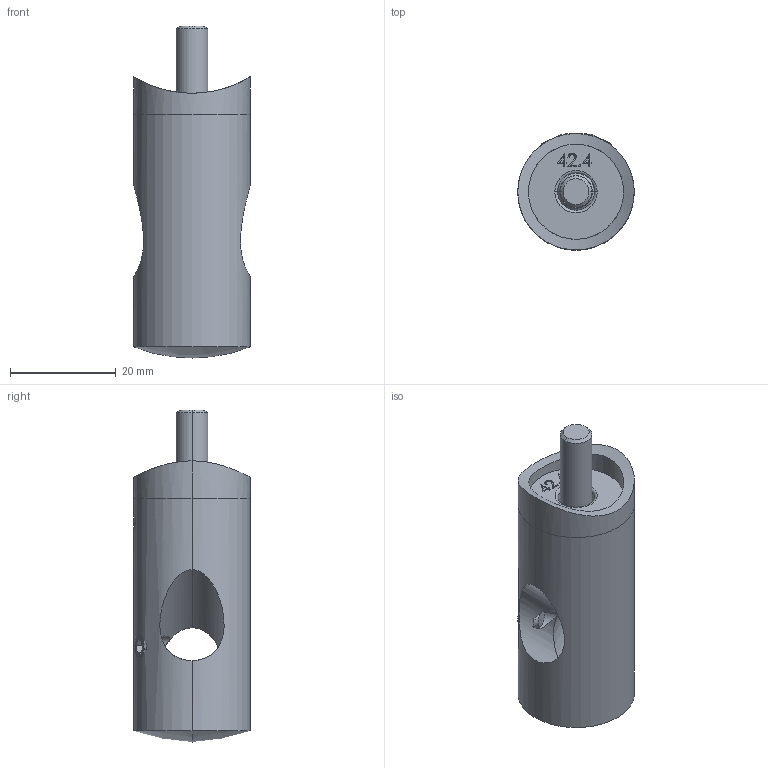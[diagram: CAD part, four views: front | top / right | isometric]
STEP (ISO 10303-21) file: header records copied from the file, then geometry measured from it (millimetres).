
FILE_DESCRIPTION (( 'STEP AP203' ), '1' );
FILE_NAME ('41804.STEP', '2022-10-12T11:51:18', ( '' ), ( '' ), 'SwSTEP 2.0', 'SolidWorks 2020', '' );
FILE_SCHEMA (( 'CONFIG_CONTROL_DESIGN' ));
Length unit declared in the file: millimetre
Products named in the file (6): 41804; socket set screw cone point_din_DIN 914 - M5 x 6-N; 22-42.4 cap; socket countersunk head screw_din_DIN 7991 - M6 x 25 --- 18.7N; 20mm; hex socket set screws with flat point gb_GB_FASTENER_SCREWS_HSFP M5X4-N
Assembly tree (6 placements, depth 2):
  41804
    20mm
    22-42.4 cap
    socket set screw cone point_din_DIN 914 - M5 x 6-N
    socket countersunk head screw_din_DIN 7991 - M6 x 25 --- 18.7N
    hex socket set screws with flat point gb_GB_FASTENER_SCREWS_HSFP M5X4-N  x2
Bounding box: 22 x 22 x 62.8 mm (x, y, z)
Volume: 13699.9 mm3; surface area: 8106.6 mm2
Topology: 6 solids, 6 shells, 182 faces, 423 edges, 257 vertices
Faces by surface type: plane 95, cylinder 37, cone 32, bspline 10, torus 6, sphere 2
Entity records: 6289 total; most frequent: CARTESIAN_POINT 2045, ORIENTED_EDGE 738, DIRECTION 732, EDGE_CURVE 369, AXIS2_PLACEMENT_3D 249, LINE 234, VECTOR 234, VERTEX_POINT 228
